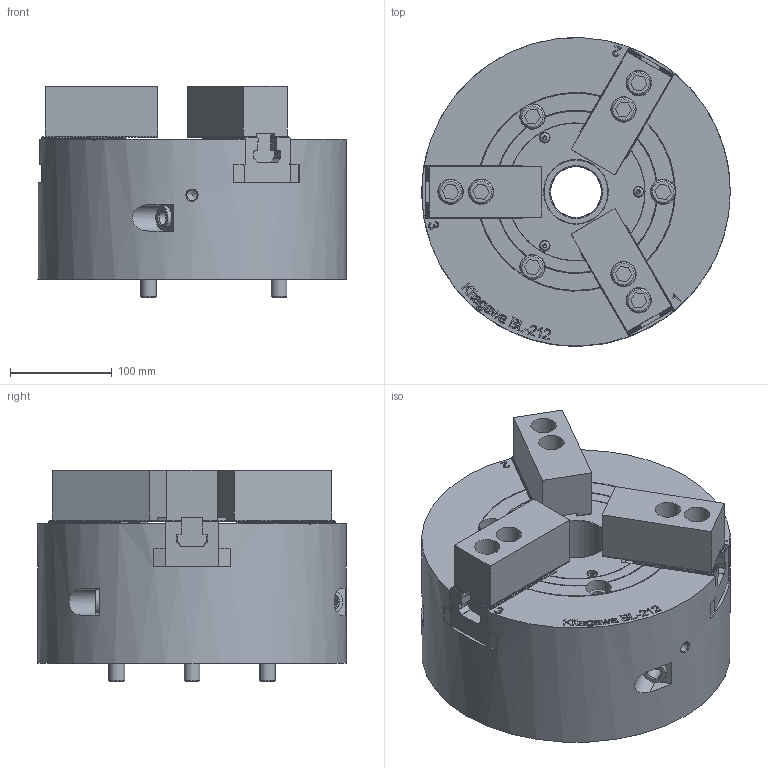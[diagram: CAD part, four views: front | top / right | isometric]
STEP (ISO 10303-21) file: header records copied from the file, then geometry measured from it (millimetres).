
FILE_DESCRIPTION(/* description */ ('Unknown'),/* implementation_level */ '2;1');
FILE_NAME(/* name */ 'BL212_mid stroke SOLID',/* time_stamp */ '2018-02-01T17:11:00+00:00',/* author */ ('Unknown'),/* organization */ ('Unknown'),/* preprocessor_version */ 'ST-DEVELOPER v16.7',/* originating_system */ 'DEX',/* authorisation */ $);
FILE_SCHEMA (('AUTOMOTIVE_DESIGN {1 0 10303 214 3 1 1}'));
Products named in the file (1): Part1
Bounding box: 304 x 304 x 208.2 mm (x, y, z)
Volume: 9370685.8 mm3; surface area: 817778.5 mm2
Topology: 4 solids, 40 shells, 4667 faces, 15433 edges, 9573 vertices
Faces by surface type: plane 3205, cylinder 1176, cone 201, bspline 64, torus 12, sphere 9
Full cylindrical faces by diameter (mm): 3 x9, 3.8 x21, 4.2 x6, 4.826 x3, 5.2 x8, 5.5 x5, 6 x9, 6.8 x6, 7 x3, 8 x1, 8.5 x6, 9.5 x8, 9.732 x6, 10 x9, 10.3 x2, 11 x3, 14 x9, 15 x1, 15.682 x9, 16 x6, 17 x15, 23.5 x3, 24 x18, 25 x9, 50 x1, 63 x1, 67 x2, 72 x1, 76 x1, 83 x1
Entity records: 166669 total; most frequent: CARTESIAN_POINT 32333, ORIENTED_EDGE 29656, DIRECTION 26489, EDGE_CURVE 14828, LINE 11883, VECTOR 11883, VERTEX_POINT 9378, AXIS2_PLACEMENT_3D 7303
